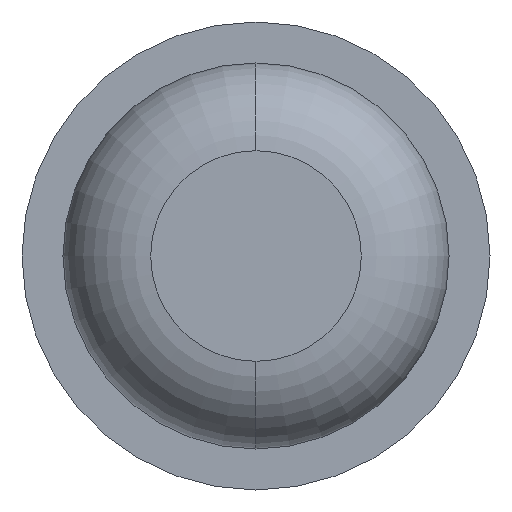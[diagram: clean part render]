
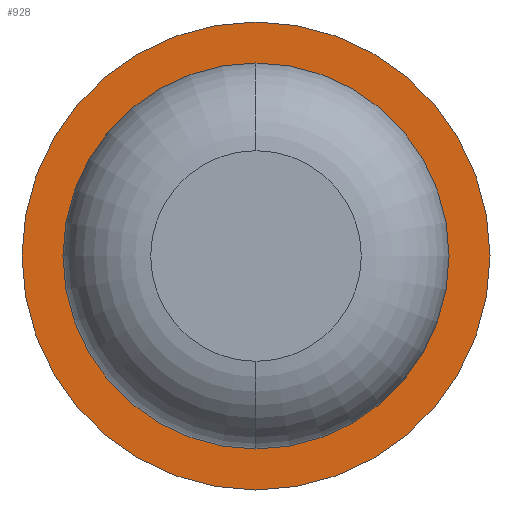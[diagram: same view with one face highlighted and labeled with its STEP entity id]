
A CAD part, front view. The second image highlights one B-rep face of the part: STEP entity #928.
In plain terms, the highlighted planar face has unit normal (0, -1, 0).
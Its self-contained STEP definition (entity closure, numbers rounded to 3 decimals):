
#34 = EDGE_LOOP ( 'NONE', ( #2425, #5048 ) ) ;
#255 = EDGE_LOOP ( 'NONE', ( #2068, #1601 ) ) ;
#311 = CARTESIAN_POINT ( 'NONE',  ( 0., -4., -0.825 ) ) ;
#394 = CARTESIAN_POINT ( 'NONE',  ( 0., -4., 0. ) ) ;
#429 = DIRECTION ( 'NONE',  ( 0., 1., 0. ) ) ;
#856 = AXIS2_PLACEMENT_3D ( 'NONE', #394, #429, #2859 ) ;
#928 = ADVANCED_FACE ( 'Defeature ausgef�hrt1_5', ( #5131, #2577 ), #1727, .F. ) ;
#1155 = EDGE_CURVE ( 'Defeature ausgef�hrt1_6+Defeature ausgef�hrt1_5+Defeature ausgef�hrt1_5+Defeature ausgef�hrt1_5', #3500, #5235, #2861, .T. ) ;
#1201 = DIRECTION ( 'NONE',  ( -1., 0., 0. ) ) ;
#1363 = VERTEX_POINT ( 'NONE', #2743 ) ;
#1601 = ORIENTED_EDGE ( 'NONE', *, *, #1155, .F. ) ;
#1633 = AXIS2_PLACEMENT_3D ( 'NONE', #5534, #3909, #3062 ) ;
#1727 = PLANE ( 'NONE',  #3961 ) ;
#1865 = CIRCLE ( 'NONE', #1633, 0.825 ) ;
#2057 = EDGE_CURVE ( 'Defeature ausgef�hrt1_5+Defeature ausgef�hrt1_0+Defeature ausgef�hrt1_0+Defeature ausgef�hrt1_0', #5327, #1363, #5059, .T. ) ;
#2068 = ORIENTED_EDGE ( 'NONE', *, *, #4270, .F. ) ;
#2425 = ORIENTED_EDGE ( 'NONE', *, *, #4621, .T. ) ;
#2561 = CARTESIAN_POINT ( 'NONE',  ( 0.825, -4., 0. ) ) ;
#2577 = FACE_BOUND ( 'NONE', #34, .T. ) ;
#2743 = CARTESIAN_POINT ( 'NONE',  ( 0., -4., 0.825 ) ) ;
#2859 = DIRECTION ( 'NONE',  ( -1., 0., 0. ) ) ;
#2861 = CIRCLE ( 'NONE', #4236, 1. ) ;
#2874 = DIRECTION ( 'NONE',  ( -1., 0., 0. ) ) ;
#2886 = CARTESIAN_POINT ( 'NONE',  ( 0., -4., 0. ) ) ;
#2904 = CARTESIAN_POINT ( 'NONE',  ( 0., -4., 0. ) ) ;
#2985 = DIRECTION ( 'NONE',  ( -1., 0., 0. ) ) ;
#3062 = DIRECTION ( 'NONE',  ( -1., 0., 0. ) ) ;
#3348 = AXIS2_PLACEMENT_3D ( 'NONE', #2886, #3358, #1201 ) ;
#3358 = DIRECTION ( 'NONE',  ( 0., 1., 0. ) ) ;
#3500 = VERTEX_POINT ( 'NONE', #4385 ) ;
#3909 = DIRECTION ( 'NONE',  ( 0., 1., 0. ) ) ;
#3961 = AXIS2_PLACEMENT_3D ( 'NONE', #2561, #4358, #2985 ) ;
#4236 = AXIS2_PLACEMENT_3D ( 'NONE', #2904, #5432, #2874 ) ;
#4270 = EDGE_CURVE ( 'Defeature ausgef�hrt1_6+Defeature ausgef�hrt1_5+Defeature ausgef�hrt1_5+Defeature ausgef�hrt1_5', #5235, #3500, #4734, .T. ) ;
#4358 = DIRECTION ( 'NONE',  ( 0., 1., 0. ) ) ;
#4385 = CARTESIAN_POINT ( 'NONE',  ( 1., -4., 0. ) ) ;
#4621 = EDGE_CURVE ( 'Defeature ausgef�hrt1_5+Defeature ausgef�hrt1_0+Defeature ausgef�hrt1_0+Defeature ausgef�hrt1_0', #1363, #5327, #1865, .T. ) ;
#4734 = CIRCLE ( 'NONE', #856, 1. ) ;
#4844 = CARTESIAN_POINT ( 'NONE',  ( -1., -4., 0. ) ) ;
#5048 = ORIENTED_EDGE ( 'NONE', *, *, #2057, .T. ) ;
#5059 = CIRCLE ( 'NONE', #3348, 0.825 ) ;
#5131 = FACE_OUTER_BOUND ( 'NONE', #255, .T. ) ;
#5235 = VERTEX_POINT ( 'NONE', #4844 ) ;
#5327 = VERTEX_POINT ( 'NONE', #311 ) ;
#5432 = DIRECTION ( 'NONE',  ( 0., 1., 0. ) ) ;
#5534 = CARTESIAN_POINT ( 'NONE',  ( 0., -4., 0. ) ) ;
